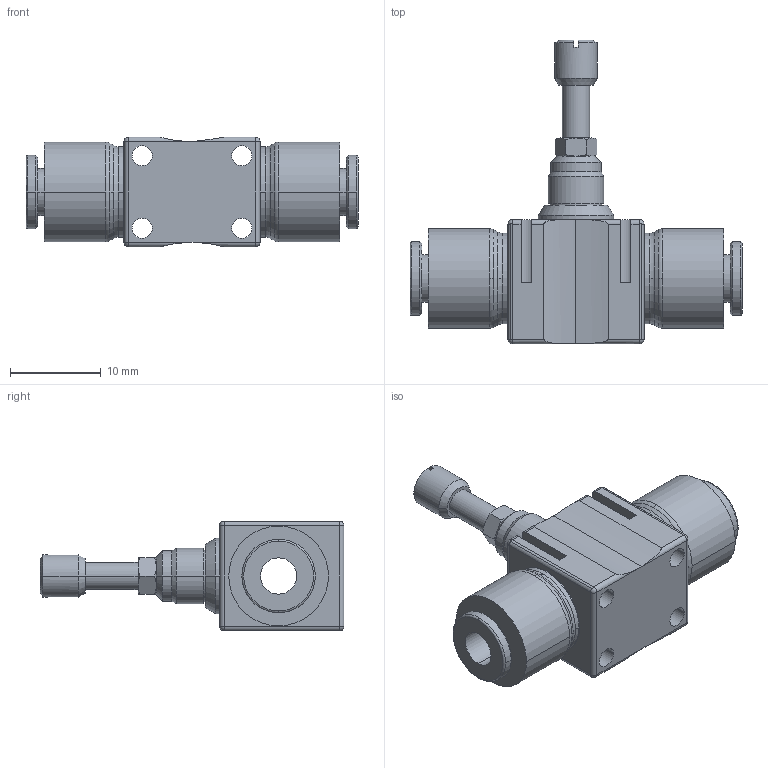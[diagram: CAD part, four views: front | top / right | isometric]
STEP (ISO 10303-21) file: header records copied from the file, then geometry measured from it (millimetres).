
FILE_DESCRIPTION(('STEP AP214'),'1');
FILE_NAME('7772_04_00.stp','2016-07-07T14:31:57',('TraceParts'),('TraceParts S.A.'),'Spatial InterOp 3D',' ',' ');
FILE_SCHEMA(('automotive_design'));
Length unit declared in the file: millimetre
Products named in the file (1): 1
Bounding box: 36.61 x 33.5 x 12.12 mm (x, y, z)
Volume: 3879.3 mm3; surface area: 3005.1 mm2
Topology: 1 solids, 1 shells, 169 faces, 438 edges, 272 vertices
Faces by surface type: cylinder 66, plane 43, cone 36, torus 12, sphere 12
Entity records: 5505 total; most frequent: CARTESIAN_POINT 1324, DIRECTION 936, ORIENTED_EDGE 860, EDGE_CURVE 430, AXIS2_PLACEMENT_3D 388, VERTEX_POINT 272, CIRCLE 218, EDGE_LOOP 188
